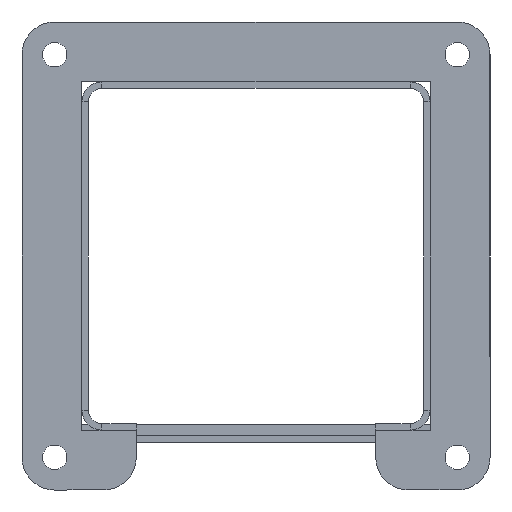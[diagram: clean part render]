
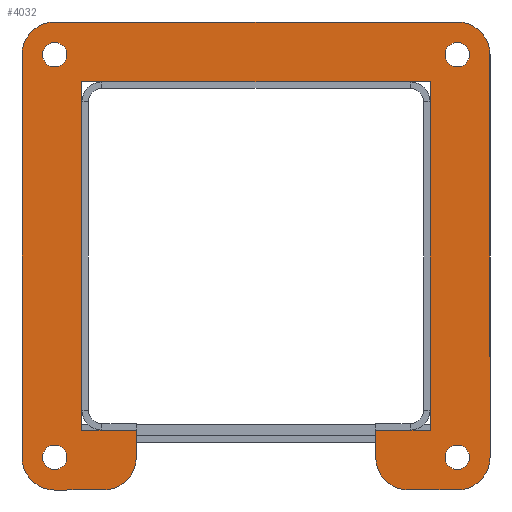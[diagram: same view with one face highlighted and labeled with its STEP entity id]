
A CAD part, front view. The second image highlights one B-rep face of the part: STEP entity #4032.
In plain terms, the highlighted face is planar.
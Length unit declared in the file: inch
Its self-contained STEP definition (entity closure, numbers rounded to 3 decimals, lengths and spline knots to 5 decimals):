
#124=FACE_BOUND('',#650,.T.);
#125=FACE_BOUND('',#651,.T.);
#126=FACE_BOUND('',#652,.T.);
#127=FACE_BOUND('',#653,.T.);
#128=FACE_BOUND('',#654,.T.);
#251=PLANE('',#4327);
#650=EDGE_LOOP('',(#2932));
#651=EDGE_LOOP('',(#2933));
#652=EDGE_LOOP('',(#2934));
#653=EDGE_LOOP('',(#2935));
#654=EDGE_LOOP('',(#2936,#2937,#2938,#2939,#2940,#2941,#2942,#2943,#2944,
#2945,#2946,#2947,#2948,#2949,#2950,#2951,#2952,#2953));
#890=CIRCLE('',#4286,0.14063);
#892=CIRCLE('',#4289,0.14063);
#894=CIRCLE('',#4292,0.14063);
#896=CIRCLE('',#4295,0.14063);
#898=CIRCLE('',#4301,0.375);
#900=CIRCLE('',#4305,0.375);
#902=CIRCLE('',#4309,0.375);
#904=CIRCLE('',#4313,0.375);
#906=CIRCLE('',#4317,0.375);
#908=CIRCLE('',#4321,0.375);
#1084=LINE('',#6059,#1472);
#1088=LINE('',#6067,#1476);
#1091=LINE('',#6073,#1479);
#1095=LINE('',#6085,#1483);
#1099=LINE('',#6097,#1487);
#1103=LINE('',#6109,#1491);
#1107=LINE('',#6121,#1495);
#1111=LINE('',#6133,#1499);
#1115=LINE('',#6145,#1503);
#1118=LINE('',#6151,#1506);
#1121=LINE('',#6157,#1509);
#1124=LINE('',#6162,#1512);
#1472=VECTOR('',#4848,4.);
#1476=VECTOR('',#4854,0.625);
#1479=VECTOR('',#4859,0.3125);
#1483=VECTOR('',#4871,0.5625);
#1487=VECTOR('',#4883,4.625);
#1491=VECTOR('',#4895,4.625);
#1495=VECTOR('',#4907,4.625);
#1499=VECTOR('',#4919,0.5625);
#1503=VECTOR('',#4931,0.3125);
#1506=VECTOR('',#4936,0.625);
#1509=VECTOR('',#4941,4.);
#1512=VECTOR('',#4946,4.);
#1840=VERTEX_POINT('',#6037);
#1842=VERTEX_POINT('',#6042);
#1844=VERTEX_POINT('',#6047);
#1846=VERTEX_POINT('',#6052);
#1848=VERTEX_POINT('',#6057);
#1849=VERTEX_POINT('',#6058);
#1852=VERTEX_POINT('',#6066);
#1854=VERTEX_POINT('',#6072);
#1856=VERTEX_POINT('',#6078);
#1858=VERTEX_POINT('',#6084);
#1860=VERTEX_POINT('',#6090);
#1862=VERTEX_POINT('',#6096);
#1864=VERTEX_POINT('',#6102);
#1866=VERTEX_POINT('',#6108);
#1868=VERTEX_POINT('',#6114);
#1870=VERTEX_POINT('',#6120);
#1872=VERTEX_POINT('',#6126);
#1874=VERTEX_POINT('',#6132);
#1876=VERTEX_POINT('',#6138);
#1878=VERTEX_POINT('',#6144);
#1880=VERTEX_POINT('',#6150);
#1882=VERTEX_POINT('',#6156);
#2234=EDGE_CURVE('',#1840,#1840,#890,.T.);
#2236=EDGE_CURVE('',#1842,#1842,#892,.T.);
#2238=EDGE_CURVE('',#1844,#1844,#894,.T.);
#2240=EDGE_CURVE('',#1846,#1846,#896,.T.);
#2242=EDGE_CURVE('',#1848,#1849,#1084,.T.);
#2246=EDGE_CURVE('',#1849,#1852,#1088,.T.);
#2249=EDGE_CURVE('',#1852,#1854,#1091,.T.);
#2252=EDGE_CURVE('',#1854,#1856,#898,.T.);
#2255=EDGE_CURVE('',#1856,#1858,#1095,.T.);
#2258=EDGE_CURVE('',#1858,#1860,#900,.T.);
#2261=EDGE_CURVE('',#1860,#1862,#1099,.T.);
#2264=EDGE_CURVE('',#1862,#1864,#902,.T.);
#2267=EDGE_CURVE('',#1864,#1866,#1103,.T.);
#2270=EDGE_CURVE('',#1866,#1868,#904,.T.);
#2273=EDGE_CURVE('',#1868,#1870,#1107,.T.);
#2276=EDGE_CURVE('',#1870,#1872,#906,.T.);
#2279=EDGE_CURVE('',#1872,#1874,#1111,.T.);
#2282=EDGE_CURVE('',#1874,#1876,#908,.T.);
#2285=EDGE_CURVE('',#1876,#1878,#1115,.T.);
#2288=EDGE_CURVE('',#1878,#1880,#1118,.T.);
#2291=EDGE_CURVE('',#1880,#1882,#1121,.T.);
#2294=EDGE_CURVE('',#1882,#1848,#1124,.T.);
#2932=ORIENTED_EDGE('',*,*,#2234,.T.);
#2933=ORIENTED_EDGE('',*,*,#2236,.T.);
#2934=ORIENTED_EDGE('',*,*,#2238,.T.);
#2935=ORIENTED_EDGE('',*,*,#2240,.T.);
#2936=ORIENTED_EDGE('',*,*,#2242,.F.);
#2937=ORIENTED_EDGE('',*,*,#2294,.F.);
#2938=ORIENTED_EDGE('',*,*,#2291,.F.);
#2939=ORIENTED_EDGE('',*,*,#2288,.F.);
#2940=ORIENTED_EDGE('',*,*,#2285,.F.);
#2941=ORIENTED_EDGE('',*,*,#2282,.F.);
#2942=ORIENTED_EDGE('',*,*,#2279,.F.);
#2943=ORIENTED_EDGE('',*,*,#2276,.F.);
#2944=ORIENTED_EDGE('',*,*,#2273,.F.);
#2945=ORIENTED_EDGE('',*,*,#2270,.F.);
#2946=ORIENTED_EDGE('',*,*,#2267,.F.);
#2947=ORIENTED_EDGE('',*,*,#2264,.F.);
#2948=ORIENTED_EDGE('',*,*,#2261,.F.);
#2949=ORIENTED_EDGE('',*,*,#2258,.F.);
#2950=ORIENTED_EDGE('',*,*,#2255,.F.);
#2951=ORIENTED_EDGE('',*,*,#2252,.F.);
#2952=ORIENTED_EDGE('',*,*,#2249,.F.);
#2953=ORIENTED_EDGE('',*,*,#2246,.F.);
#4032=ADVANCED_FACE('',(#124,#125,#126,#127,#128),#251,.T.);
#4286=AXIS2_PLACEMENT_3D('',#6038,#4824,#4825);
#4289=AXIS2_PLACEMENT_3D('',#6043,#4830,#4831);
#4292=AXIS2_PLACEMENT_3D('',#6048,#4836,#4837);
#4295=AXIS2_PLACEMENT_3D('',#6053,#4842,#4843);
#4301=AXIS2_PLACEMENT_3D('',#6079,#4864,#4865);
#4305=AXIS2_PLACEMENT_3D('',#6091,#4876,#4877);
#4309=AXIS2_PLACEMENT_3D('',#6103,#4888,#4889);
#4313=AXIS2_PLACEMENT_3D('',#6115,#4900,#4901);
#4317=AXIS2_PLACEMENT_3D('',#6127,#4912,#4913);
#4321=AXIS2_PLACEMENT_3D('',#6139,#4924,#4925);
#4327=AXIS2_PLACEMENT_3D('',#6164,#4948,#4949);
#4824=DIRECTION('center_axis',(0.,0.,-1.));
#4825=DIRECTION('ref_axis',(-1.,0.,0.));
#4830=DIRECTION('center_axis',(0.,0.,-1.));
#4831=DIRECTION('ref_axis',(-1.,0.,0.));
#4836=DIRECTION('center_axis',(0.,0.,-1.));
#4837=DIRECTION('ref_axis',(-1.,0.,0.));
#4842=DIRECTION('center_axis',(0.,0.,-1.));
#4843=DIRECTION('ref_axis',(-1.,0.,0.));
#4848=DIRECTION('',(0.,1.,0.));
#4854=DIRECTION('',(-1.,0.,0.));
#4859=DIRECTION('',(0.,1.,0.));
#4864=DIRECTION('center_axis',(0.,0.,-1.));
#4865=DIRECTION('ref_axis',(0.,-1.,0.));
#4871=DIRECTION('',(1.,0.,0.));
#4876=DIRECTION('center_axis',(0.,0.,-1.));
#4877=DIRECTION('ref_axis',(-1.,0.,0.));
#4883=DIRECTION('',(0.,-1.,0.));
#4888=DIRECTION('center_axis',(0.,0.,-1.));
#4889=DIRECTION('ref_axis',(0.,1.,0.));
#4895=DIRECTION('',(-1.,0.,0.));
#4900=DIRECTION('center_axis',(0.,0.,-1.));
#4901=DIRECTION('ref_axis',(1.,0.,0.));
#4907=DIRECTION('',(0.,1.,0.));
#4912=DIRECTION('center_axis',(0.,0.,-1.));
#4913=DIRECTION('ref_axis',(0.,-1.,0.));
#4919=DIRECTION('',(1.,0.,0.));
#4924=DIRECTION('center_axis',(0.,0.,-1.));
#4925=DIRECTION('ref_axis',(-1.,0.,0.));
#4931=DIRECTION('',(0.,-1.,0.));
#4936=DIRECTION('',(-1.,0.,0.));
#4941=DIRECTION('',(0.,-1.,0.));
#4946=DIRECTION('',(1.,0.,0.));
#4948=DIRECTION('center_axis',(0.,0.,1.));
#4949=DIRECTION('ref_axis',(1.,0.,0.));
#6037=CARTESIAN_POINT('',(-2.17188,2.3125,0.125));
#6038=CARTESIAN_POINT('Origin',(-2.3125,2.3125,0.125));
#6042=CARTESIAN_POINT('',(-2.17188,-2.3125,0.125));
#6043=CARTESIAN_POINT('Origin',(-2.3125,-2.3125,0.125));
#6047=CARTESIAN_POINT('',(2.45313,-2.3125,0.125));
#6048=CARTESIAN_POINT('Origin',(2.3125,-2.3125,0.125));
#6052=CARTESIAN_POINT('',(2.45313,2.3125,0.125));
#6053=CARTESIAN_POINT('Origin',(2.3125,2.3125,0.125));
#6057=CARTESIAN_POINT('',(2.,-2.,0.125));
#6058=CARTESIAN_POINT('',(2.,2.,0.125));
#6059=CARTESIAN_POINT('',(2.,-2.,0.125));
#6066=CARTESIAN_POINT('',(1.375,2.,0.125));
#6067=CARTESIAN_POINT('',(2.,2.,0.125));
#6072=CARTESIAN_POINT('',(1.375,2.3125,0.125));
#6073=CARTESIAN_POINT('',(1.375,2.,0.125));
#6078=CARTESIAN_POINT('',(1.75,2.6875,0.125));
#6079=CARTESIAN_POINT('Origin',(1.75,2.3125,0.125));
#6084=CARTESIAN_POINT('',(2.3125,2.6875,0.125));
#6085=CARTESIAN_POINT('',(1.75,2.6875,0.125));
#6090=CARTESIAN_POINT('',(2.6875,2.3125,0.125));
#6091=CARTESIAN_POINT('Origin',(2.3125,2.3125,0.125));
#6096=CARTESIAN_POINT('',(2.6875,-2.3125,0.125));
#6097=CARTESIAN_POINT('',(2.6875,2.3125,0.125));
#6102=CARTESIAN_POINT('',(2.3125,-2.6875,0.125));
#6103=CARTESIAN_POINT('Origin',(2.3125,-2.3125,0.125));
#6108=CARTESIAN_POINT('',(-2.3125,-2.6875,0.125));
#6109=CARTESIAN_POINT('',(2.3125,-2.6875,0.125));
#6114=CARTESIAN_POINT('',(-2.6875,-2.3125,0.125));
#6115=CARTESIAN_POINT('Origin',(-2.3125,-2.3125,0.125));
#6120=CARTESIAN_POINT('',(-2.6875,2.3125,0.125));
#6121=CARTESIAN_POINT('',(-2.6875,-2.3125,0.125));
#6126=CARTESIAN_POINT('',(-2.3125,2.6875,0.125));
#6127=CARTESIAN_POINT('Origin',(-2.3125,2.3125,0.125));
#6132=CARTESIAN_POINT('',(-1.75,2.6875,0.125));
#6133=CARTESIAN_POINT('',(-2.3125,2.6875,0.125));
#6138=CARTESIAN_POINT('',(-1.375,2.3125,0.125));
#6139=CARTESIAN_POINT('Origin',(-1.75,2.3125,0.125));
#6144=CARTESIAN_POINT('',(-1.375,2.,0.125));
#6145=CARTESIAN_POINT('',(-1.375,2.3125,0.125));
#6150=CARTESIAN_POINT('',(-2.,2.,0.125));
#6151=CARTESIAN_POINT('',(-1.375,2.,0.125));
#6156=CARTESIAN_POINT('',(-2.,-2.,0.125));
#6157=CARTESIAN_POINT('',(-2.,2.,0.125));
#6162=CARTESIAN_POINT('',(-2.,-2.,0.125));
#6164=CARTESIAN_POINT('Origin',(0.,-0.3258,
0.125));
